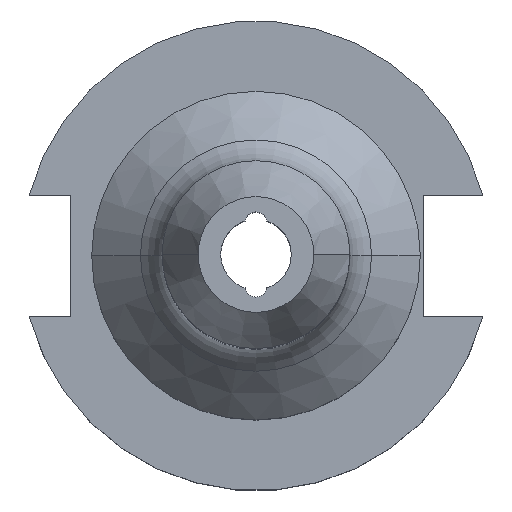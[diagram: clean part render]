
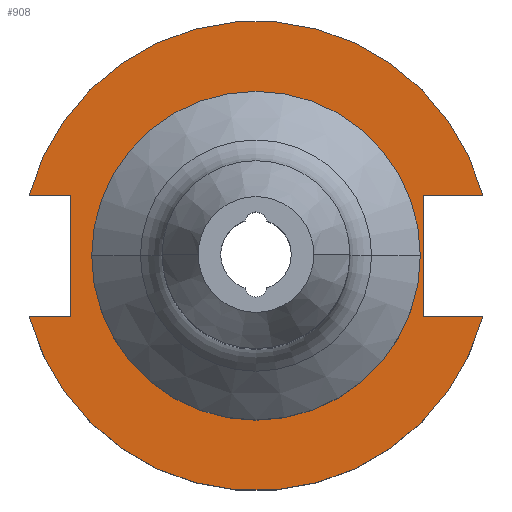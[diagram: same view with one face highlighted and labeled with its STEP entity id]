
A CAD part, top view. The second image highlights one B-rep face of the part: STEP entity #908.
In plain terms, the highlighted planar face has unit normal (0, 0, 1).
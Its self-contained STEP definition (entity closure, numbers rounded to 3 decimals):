
#5 = VERTEX_POINT ( 'NONE', #788 ) ;
#8 = DIRECTION ( 'NONE',  ( -1., 0., 0. ) ) ;
#19 = DIRECTION ( 'NONE',  ( -1., 0., 0. ) ) ;
#23 = EDGE_CURVE ( 'NONE', #126, #1277, #1351, .T. ) ;
#71 = DIRECTION ( 'NONE',  ( 0., 0., 1. ) ) ;
#103 = LINE ( 'NONE', #300, #1086 ) ;
#125 = CARTESIAN_POINT ( 'NONE',  ( 0., 8.191, 19.05 ) ) ;
#126 = VERTEX_POINT ( 'NONE', #1263 ) ;
#172 = DIRECTION ( 'NONE',  ( 0., 1., 0. ) ) ;
#193 = CARTESIAN_POINT ( 'NONE',  ( 22.606, 8.191, 19.05 ) ) ;
#205 = VECTOR ( 'NONE', #19, 1000. ) ;
#247 = CARTESIAN_POINT ( 'NONE',  ( -61.091, 8.191, 19.05 ) ) ;
#290 = CARTESIAN_POINT ( 'NONE',  ( -25.091, 8.191, 19.05 ) ) ;
#298 = CARTESIAN_POINT ( 'NONE',  ( -25.091, 8.191, 19.05 ) ) ;
#300 = CARTESIAN_POINT ( 'NONE',  ( 0., -8.191, 19.05 ) ) ;
#307 = DIRECTION ( 'NONE',  ( 1., 0., 0. ) ) ;
#336 = VERTEX_POINT ( 'NONE', #1528 ) ;
#372 = DIRECTION ( 'NONE',  ( 1., 0., 0. ) ) ;
#380 = CIRCLE ( 'NONE', #1282, 31.75 ) ;
#397 = CIRCLE ( 'NONE', #1668, 22.225 ) ;
#403 = DIRECTION ( 'NONE',  ( 1., 0., 0. ) ) ;
#419 = ORIENTED_EDGE ( 'NONE', *, *, #1123, .F. ) ;
#421 = LINE ( 'NONE', #247, #722 ) ;
#441 = CARTESIAN_POINT ( 'NONE',  ( -22.225, 0., 19.05 ) ) ;
#444 = AXIS2_PLACEMENT_3D ( 'NONE', #551, #810, #1048 ) ;
#520 = CARTESIAN_POINT ( 'NONE',  ( -30.675, 8.191, 19.05 ) ) ;
#534 = VERTEX_POINT ( 'NONE', #298 ) ;
#544 = LINE ( 'NONE', #125, #205 ) ;
#551 = CARTESIAN_POINT ( 'NONE',  ( 0., 0., 19.05 ) ) ;
#557 = DIRECTION ( 'NONE',  ( 1., 0., 0. ) ) ;
#570 = ORIENTED_EDGE ( 'NONE', *, *, #963, .T. ) ;
#591 = EDGE_CURVE ( 'NONE', #336, #1415, #1108, .T. ) ;
#615 = VERTEX_POINT ( 'NONE', #193 ) ;
#622 = VECTOR ( 'NONE', #172, 1000. ) ;
#627 = EDGE_CURVE ( 'NONE', #534, #1277, #1142, .T. ) ;
#655 = VECTOR ( 'NONE', #403, 1000. ) ;
#722 = VECTOR ( 'NONE', #372, 1000. ) ;
#739 = FACE_OUTER_BOUND ( 'NONE', #1598, .T. ) ;
#770 = ORIENTED_EDGE ( 'NONE', *, *, #1421, .F. ) ;
#787 = CARTESIAN_POINT ( 'NONE',  ( 22.606, 22.225, 19.05 ) ) ;
#788 = CARTESIAN_POINT ( 'NONE',  ( 30.675, -8.191, 19.05 ) ) ;
#798 = CARTESIAN_POINT ( 'NONE',  ( -61.091, -8.191, 19.05 ) ) ;
#803 = DIRECTION ( 'NONE',  ( 0., 0., 1. ) ) ;
#805 = EDGE_CURVE ( 'NONE', #126, #5, #1210, .T. ) ;
#810 = DIRECTION ( 'NONE',  ( 0., 0., 1. ) ) ;
#812 = CARTESIAN_POINT ( 'NONE',  ( 0., 0., 19.05 ) ) ;
#825 = DIRECTION ( 'NONE',  ( 0., 0., 1. ) ) ;
#882 = CARTESIAN_POINT ( 'NONE',  ( 22.606, -8.191, 19.05 ) ) ;
#893 = CARTESIAN_POINT ( 'NONE',  ( -25.091, -8.191, 19.05 ) ) ;
#902 = AXIS2_PLACEMENT_3D ( 'NONE', #927, #71, #557 ) ;
#908 = ADVANCED_FACE ( 'NONE', ( #1401, #739 ), #1616, .F. ) ;
#913 = ORIENTED_EDGE ( 'NONE', *, *, #1402, .F. ) ;
#926 = DIRECTION ( 'NONE',  ( 0., 0., -1. ) ) ;
#927 = CARTESIAN_POINT ( 'NONE',  ( 0., 0., 19.05 ) ) ;
#933 = DIRECTION ( 'NONE',  ( 1., 0., 0. ) ) ;
#962 = LINE ( 'NONE', #787, #622 ) ;
#963 = EDGE_CURVE ( 'NONE', #1160, #615, #962, .T. ) ;
#971 = CARTESIAN_POINT ( 'NONE',  ( 0., 0., 19.05 ) ) ;
#978 = DIRECTION ( 'NONE',  ( 0., -1., 0. ) ) ;
#1011 = ORIENTED_EDGE ( 'NONE', *, *, #805, .T. ) ;
#1015 = EDGE_CURVE ( 'NONE', #1551, #1031, #380, .T. ) ;
#1031 = VERTEX_POINT ( 'NONE', #520 ) ;
#1048 = DIRECTION ( 'NONE',  ( 1., 0., 0. ) ) ;
#1058 = DIRECTION ( 'NONE',  ( 1., 0., 0. ) ) ;
#1086 = VECTOR ( 'NONE', #307, 1000. ) ;
#1108 = CIRCLE ( 'NONE', #902, 22.225 ) ;
#1123 = EDGE_CURVE ( 'NONE', #1551, #615, #544, .T. ) ;
#1134 = ORIENTED_EDGE ( 'NONE', *, *, #591, .F. ) ;
#1142 = LINE ( 'NONE', #290, #1426 ) ;
#1149 = ORIENTED_EDGE ( 'NONE', *, *, #1680, .T. ) ;
#1160 = VERTEX_POINT ( 'NONE', #882 ) ;
#1181 = ORIENTED_EDGE ( 'NONE', *, *, #1015, .T. ) ;
#1210 = CIRCLE ( 'NONE', #444, 31.75 ) ;
#1219 = AXIS2_PLACEMENT_3D ( 'NONE', #1231, #926, #8 ) ;
#1231 = CARTESIAN_POINT ( 'NONE',  ( 0., 22.225, 19.05 ) ) ;
#1263 = CARTESIAN_POINT ( 'NONE',  ( -30.675, -8.191, 19.05 ) ) ;
#1277 = VERTEX_POINT ( 'NONE', #893 ) ;
#1282 = AXIS2_PLACEMENT_3D ( 'NONE', #971, #825, #933 ) ;
#1298 = EDGE_LOOP ( 'NONE', ( #1134, #770 ) ) ;
#1351 = LINE ( 'NONE', #798, #655 ) ;
#1401 = FACE_BOUND ( 'NONE', #1298, .T. ) ;
#1402 = EDGE_CURVE ( 'NONE', #1160, #5, #103, .T. ) ;
#1415 = VERTEX_POINT ( 'NONE', #441 ) ;
#1421 = EDGE_CURVE ( 'NONE', #1415, #336, #397, .T. ) ;
#1426 = VECTOR ( 'NONE', #978, 1000. ) ;
#1478 = ORIENTED_EDGE ( 'NONE', *, *, #23, .F. ) ;
#1528 = CARTESIAN_POINT ( 'NONE',  ( 22.225, 0., 19.05 ) ) ;
#1551 = VERTEX_POINT ( 'NONE', #1641 ) ;
#1597 = ORIENTED_EDGE ( 'NONE', *, *, #627, .T. ) ;
#1598 = EDGE_LOOP ( 'NONE', ( #1597, #1478, #1011, #913, #570, #419, #1181, #1149 ) ) ;
#1616 = PLANE ( 'NONE',  #1219 ) ;
#1641 = CARTESIAN_POINT ( 'NONE',  ( 30.675, 8.191, 19.05 ) ) ;
#1668 = AXIS2_PLACEMENT_3D ( 'NONE', #812, #803, #1058 ) ;
#1680 = EDGE_CURVE ( 'NONE', #1031, #534, #421, .T. ) ;
